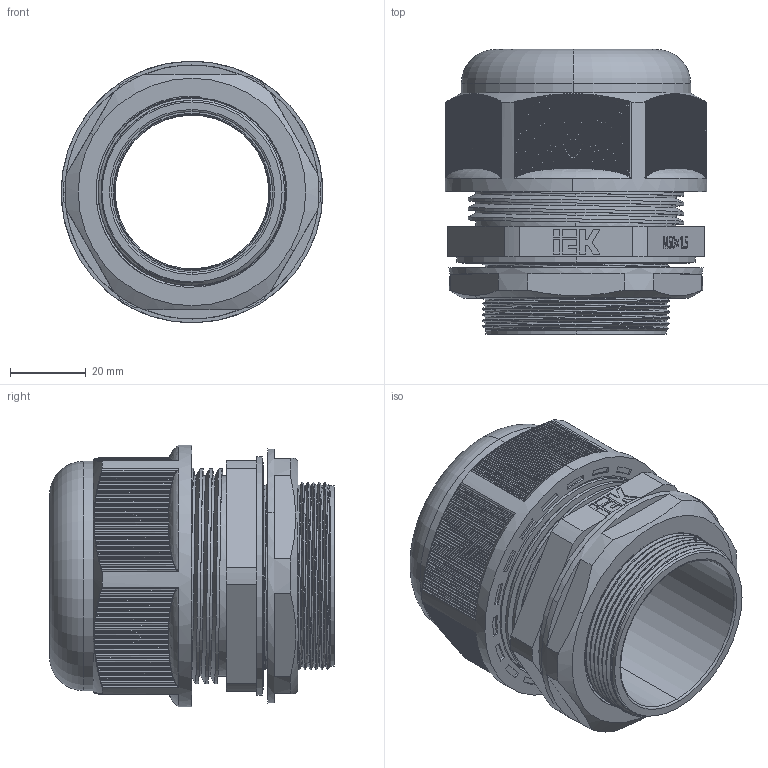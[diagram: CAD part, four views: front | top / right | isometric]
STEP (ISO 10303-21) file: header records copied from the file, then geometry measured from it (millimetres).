
FILE_DESCRIPTION (( 'STEP AP214' ), '1' );
FILE_NAME ('YSA20-36-50-68-K02 Ñàëüíèê MG 50.STEP', '2023-10-04T10:30:33', ( '' ), ( '' ), 'SwSTEP 2.0', 'SolidWorks 2022', '' );
FILE_SCHEMA (( 'AUTOMOTIVE_DESIGN' ));
Length unit declared in the file: millimetre
Products named in the file (1): YSA20-36-50-68-K02 Сальник MG 50
Bounding box: 69 x 75.14 x 68.98 mm (x, y, z)
Volume: 95186.5 mm3; surface area: 66844.6 mm2
Topology: 5 solids, 5 shells, 1531 faces, 4338 edges, 2882 vertices
Faces by surface type: plane 696, cylinder 648, torus 92, bspline 79, cone 16
Entity records: 85426 total; most frequent: CARTESIAN_POINT 31603, ORIENTED_EDGE 8676, DIRECTION 6368, EDGE_CURVE 4338, VERTEX_POINT 2882, AXIS2_PLACEMENT_3D 2242, LINE 1884, VECTOR 1884
